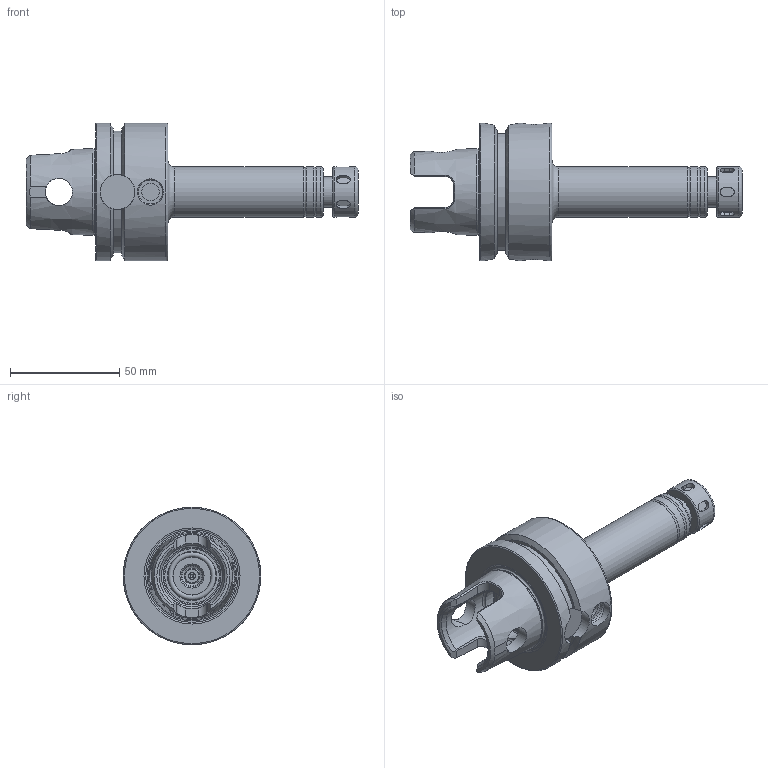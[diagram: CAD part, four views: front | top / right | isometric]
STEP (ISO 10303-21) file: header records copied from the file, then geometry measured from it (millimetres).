
FILE_DESCRIPTION((''),'2;1');
FILE_NAME('126011207120-3D.stp','2020-07-23T10:58:11',('nttooll'),(''),'Autodesk Inventor 2012','Autodesk Inventor 2012','');
FILE_SCHEMA(('AUTOMOTIVE_DESIGN { 1 0 10303 214 1 1 1 1 }'));
Length unit declared in the file: millimetre
Products named in the file (1): 126011207120-3D
Bounding box: 152 x 63 x 63 mm (x, y, z)
Volume: 137937.5 mm3; surface area: 31080.9 mm2
Topology: 1 solids, 1 shells, 198 faces, 438 edges, 273 vertices
Faces by surface type: plane 69, cylinder 61, cone 32, bspline 20, torus 16
Full cylindrical faces by diameter (mm): 1.7 x1, 3 x1, 3.5 x1, 5.745 x1, 7 x2, 7.3 x1, 8 x4, 8.5 x1, 8.79 x1, 9.2 x1, 9.7 x1, 10 x2, 11 x2, 12 x2, 12.1 x1, 12.5 x2, 14 x2, 16 x2, 16.4 x2, 17 x1, 17.4 x1, 23 x4, 26 x1, 28 x1, 39.4 x1, 63 x2
Entity records: 5830 total; most frequent: CARTESIAN_POINT 2039, DIRECTION 712, ORIENTED_EDGE 690, EDGE_CURVE 345, AXIS2_PLACEMENT_3D 320, EDGE_LOOP 314, VERTEX_POINT 261, FACE_OUTER_BOUND 198
